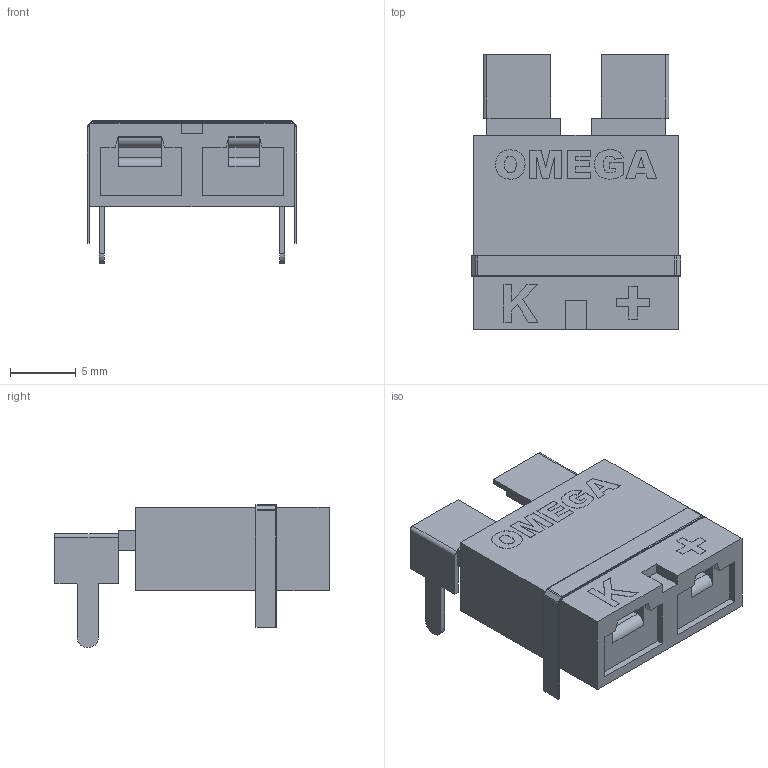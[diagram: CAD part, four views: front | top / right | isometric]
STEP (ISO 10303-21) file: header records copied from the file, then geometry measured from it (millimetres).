
FILE_DESCRIPTION(/* description */ (''),/* implementation_level */ '2;1');
FILE_NAME(/* name */ 'PCC-SMP-K.step',/* time_stamp */ '2020-01-23T20:53:21-06:00',/* author */ (''),/* organization */ (''),/* preprocessor_version */ 'ST-DEVELOPER v18',/* originating_system */ 'Autodesk Translation Framework v8.12.0.6',/* authorisation */ '');
FILE_SCHEMA (('AUTOMOTIVE_DESIGN { 1 0 10303 214 3 1 1 }'));
Length unit declared in the file: millimetre
Products named in the file (1): PCC-SMP-K
Bounding box: 15.9 x 20.8 x 10.8 mm (x, y, z)
Volume: 1437.6 mm3; surface area: 1396.9 mm2
Topology: 2 solids, 2 shells, 263 faces, 698 edges, 454 vertices
Faces by surface type: plane 173, cylinder 43, bspline 37, torus 10
Entity records: 8527 total; most frequent: CARTESIAN_POINT 2045, ORIENTED_EDGE 1396, DIRECTION 1168, EDGE_CURVE 698, LINE 534, VECTOR 534, VERTEX_POINT 454, AXIS2_PLACEMENT_3D 317
